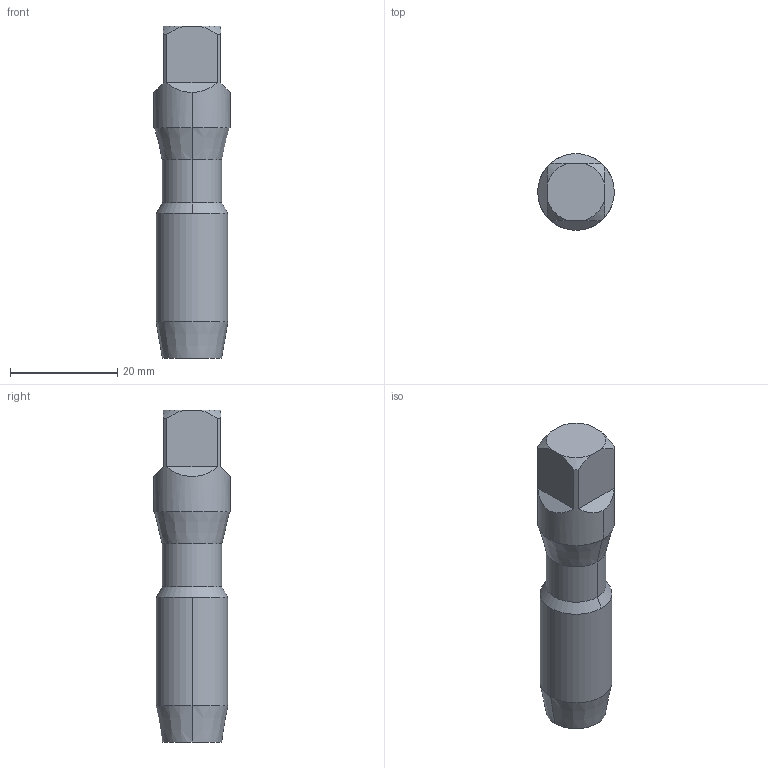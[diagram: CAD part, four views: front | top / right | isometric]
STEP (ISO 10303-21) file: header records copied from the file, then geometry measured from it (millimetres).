
FILE_DESCRIPTION (( 'STEP AP214' ), '1' );
FILE_NAME ('T6L36400.STEP', '2024-02-19T07:42:00', ( 'USER' ), ( '' ), 'SwSTEP 2.0', 'SolidWorks 2018', '' );
FILE_SCHEMA (( 'AUTOMOTIVE_DESIGN' ));
Length unit declared in the file: millimetre
Products named in the file (1): T6L36400
Bounding box: 14.29 x 14.29 x 62 mm (x, y, z)
Volume: 7945.5 mm3; surface area: 3047.4 mm2
Topology: 2 solids, 2 shells, 29 faces, 66 edges, 42 vertices
Faces by surface type: plane 13, cone 10, cylinder 6
Entity records: 1210 total; most frequent: CARTESIAN_POINT 204, DIRECTION 136, ORIENTED_EDGE 132, EDGE_CURVE 66, AXIS2_PLACEMENT_3D 54, VERTEX_POINT 42, UNCERTAINTY_MEASURE_WITH_UNIT 33, PRESENTATION_LAYER_ASSIGNMENT 32
